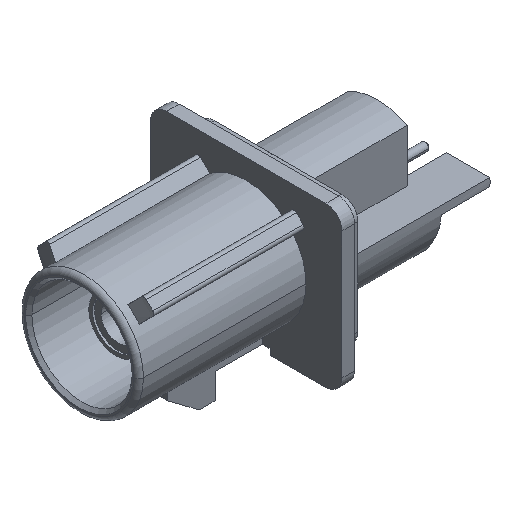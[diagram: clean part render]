
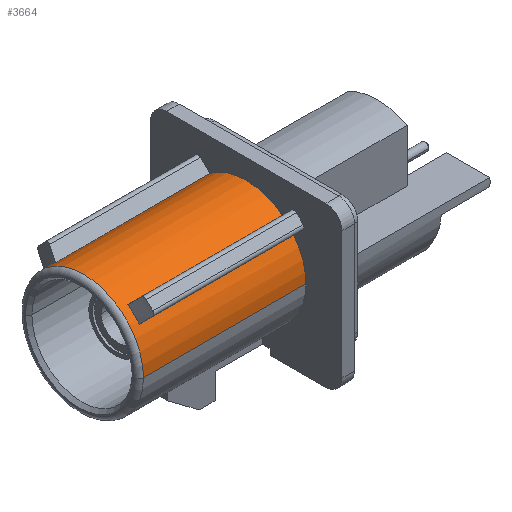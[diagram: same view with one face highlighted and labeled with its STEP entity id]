
A CAD part, isometric view. The second image highlights one B-rep face of the part: STEP entity #3664.
In plain terms, the highlighted cylindrical face has radius 3.75 mm (diameter 7.5 mm), a partial arc.
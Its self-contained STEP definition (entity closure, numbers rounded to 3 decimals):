
#2067=DIRECTION('',(1.,0.,0.));
#2068=VECTOR('',#2067,10.2);
#2069=CARTESIAN_POINT('',(-12.2,3.75,0.));
#2070=LINE('',#2069,#2068);
#2076=DIRECTION('',(1.,0.,0.));
#2077=VECTOR('',#2076,10.2);
#2078=CARTESIAN_POINT('',(-12.2,-3.75,0.));
#2079=LINE('',#2078,#2077);
#2417=CARTESIAN_POINT('',(-11.7,0.,0.));
#2418=DIRECTION('',(1.,0.,0.));
#2419=DIRECTION('',(0.,0.795,0.607));
#2420=AXIS2_PLACEMENT_3D('',#2417,#2418,#2419);
#2422=DIRECTION('',(1.,0.,0.));
#2423=VECTOR('',#2422,9.7);
#2424=CARTESIAN_POINT('',(-11.7,2.274,2.982));
#2425=LINE('',#2424,#2423);
#2426=CARTESIAN_POINT('',(-2.,0.,0.));
#2427=DIRECTION('',(1.,0.,0.));
#2428=DIRECTION('',(0.,0.607,0.795));
#2429=AXIS2_PLACEMENT_3D('',#2426,#2427,#2428);
#2431=DIRECTION('',(1.,0.,0.));
#2432=VECTOR('',#2431,9.7);
#2433=CARTESIAN_POINT('',(-11.7,-2.274,2.982));
#2434=LINE('',#2433,#2432);
#2435=CARTESIAN_POINT('',(-11.7,0.,0.));
#2436=DIRECTION('',(1.,0.,0.));
#2437=DIRECTION('',(0.,-0.607,0.795));
#2438=AXIS2_PLACEMENT_3D('',#2435,#2436,#2437);
#2440=DIRECTION('',(1.,0.,0.));
#2441=VECTOR('',#2440,9.7);
#2442=CARTESIAN_POINT('',(-11.7,-2.982,2.274));
#2443=LINE('',#2442,#2441);
#2444=CARTESIAN_POINT('',(-2.,0.,0.));
#2445=DIRECTION('',(1.,0.,0.));
#2446=DIRECTION('',(0.,-0.795,0.607));
#2447=AXIS2_PLACEMENT_3D('',#2444,#2445,#2446);
#2449=CARTESIAN_POINT('',(-12.2,0.,0.));
#2450=DIRECTION('',(1.,0.,0.));
#2451=DIRECTION('',(0.,1.,0.));
#2452=AXIS2_PLACEMENT_3D('',#2449,#2450,#2451);
#2454=CARTESIAN_POINT('',(-2.,0.,0.));
#2455=DIRECTION('',(1.,0.,0.));
#2456=DIRECTION('',(0.,1.,0.));
#2457=AXIS2_PLACEMENT_3D('',#2454,#2455,#2456);
#2459=DIRECTION('',(1.,0.,0.));
#2460=VECTOR('',#2459,9.7);
#2461=CARTESIAN_POINT('',(-11.7,2.982,2.274));
#2462=LINE('',#2461,#2460);
#2790=CARTESIAN_POINT('',(-12.2,3.75,0.));
#2792=VERTEX_POINT('',#2790);
#2800=CARTESIAN_POINT('',(-12.2,-3.75,0.));
#2802=VERTEX_POINT('',#2800);
#2885=CARTESIAN_POINT('',(-2.,-3.75,0.));
#2887=VERTEX_POINT('',#2885);
#2890=CARTESIAN_POINT('',(-2.,3.75,0.));
#2892=VERTEX_POINT('',#2890);
#3021=CARTESIAN_POINT('',(-2.,2.982,2.274));
#3022=VERTEX_POINT('',#3021);
#3023=CARTESIAN_POINT('',(-2.,2.274,2.982));
#3024=VERTEX_POINT('',#3023);
#3025=CARTESIAN_POINT('',(-11.7,2.982,2.274));
#3026=CARTESIAN_POINT('',(-11.7,2.274,2.982));
#3027=VERTEX_POINT('',#3025);
#3028=VERTEX_POINT('',#3026);
#3037=CARTESIAN_POINT('',(-2.,-2.982,2.274));
#3038=VERTEX_POINT('',#3037);
#3039=CARTESIAN_POINT('',(-2.,-2.274,2.982));
#3041=VERTEX_POINT('',#3039);
#3045=CARTESIAN_POINT('',(-11.7,-2.274,2.982));
#3046=CARTESIAN_POINT('',(-11.7,-2.982,2.274));
#3047=VERTEX_POINT('',#3045);
#3048=VERTEX_POINT('',#3046);
#3639=CARTESIAN_POINT('',(-1.2,0.,0.));
#3640=DIRECTION('',(1.,0.,0.));
#3641=DIRECTION('',(0.,-1.,0.));
#3642=AXIS2_PLACEMENT_3D('',#3639,#3640,#3641);
#3643=CYLINDRICAL_SURFACE('',#3642,3.75);
#3645=ORIENTED_EDGE('',*,*,#3644,.T.);
#3647=ORIENTED_EDGE('',*,*,#3646,.T.);
#3648=ORIENTED_EDGE('',*,*,#3418,.T.);
#3650=ORIENTED_EDGE('',*,*,#3649,.F.);
#3652=ORIENTED_EDGE('',*,*,#3651,.T.);
#3654=ORIENTED_EDGE('',*,*,#3653,.T.);
#3655=ORIENTED_EDGE('',*,*,#3464,.T.);
#3656=ORIENTED_EDGE('',*,*,#3231,.F.);
#3657=ORIENTED_EDGE('',*,*,#3076,.F.);
#3658=ORIENTED_EDGE('',*,*,#3228,.T.);
#3659=ORIENTED_EDGE('',*,*,#3430,.T.);
#3661=ORIENTED_EDGE('',*,*,#3660,.F.);
#3662=EDGE_LOOP('',(#3645,#3647,#3648,#3650,#3652,#3654,#3655,#3656,#3657,#3658,
#3659,#3661));
#3663=FACE_OUTER_BOUND('',#3662,.F.);
#2421=CIRCLE('',#2420,3.75);
#2430=CIRCLE('',#2429,3.75);
#2439=CIRCLE('',#2438,3.75);
#2448=CIRCLE('',#2447,3.75);
#2453=CIRCLE('',#2452,3.75);
#2458=CIRCLE('',#2457,3.75);
#3076=EDGE_CURVE('',#2792,#2802,#2453,.T.);
#3228=EDGE_CURVE('',#2792,#2892,#2070,.T.);
#3231=EDGE_CURVE('',#2802,#2887,#2079,.T.);
#3418=EDGE_CURVE('',#3024,#3041,#2430,.T.);
#3430=EDGE_CURVE('',#2892,#3022,#2458,.T.);
#3464=EDGE_CURVE('',#3038,#2887,#2448,.T.);
#3644=EDGE_CURVE('',#3027,#3028,#2421,.T.);
#3646=EDGE_CURVE('',#3028,#3024,#2425,.T.);
#3649=EDGE_CURVE('',#3047,#3041,#2434,.T.);
#3651=EDGE_CURVE('',#3047,#3048,#2439,.T.);
#3653=EDGE_CURVE('',#3048,#3038,#2443,.T.);
#3660=EDGE_CURVE('',#3027,#3022,#2462,.T.);
#3664=ADVANCED_FACE('',(#3663),#3643,.T.);
